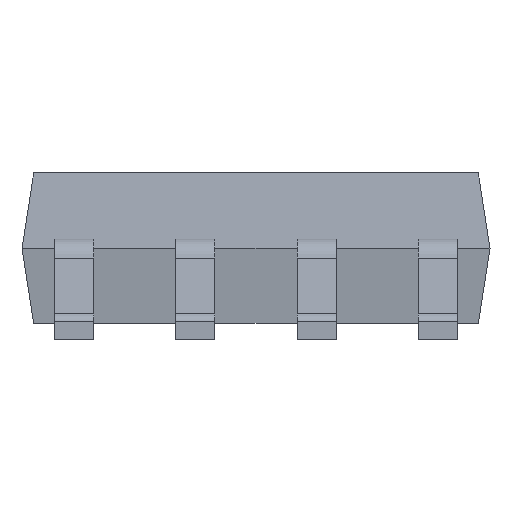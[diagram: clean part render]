
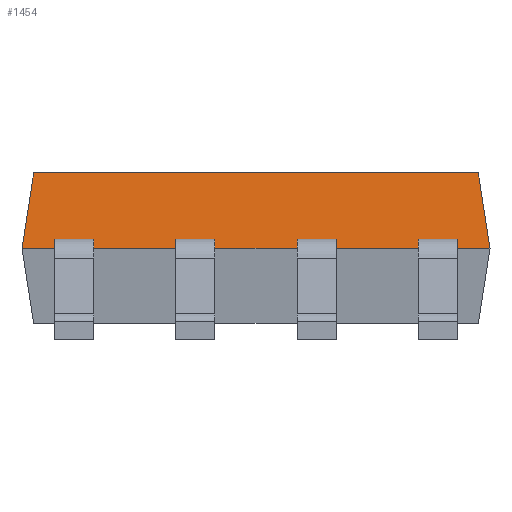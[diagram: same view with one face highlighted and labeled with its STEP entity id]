
A CAD part, left-side view. The second image highlights one B-rep face of the part: STEP entity #1454.
In plain terms, the highlighted free-form (B-spline) face has degree [1, 1] with [2, 2] control points.
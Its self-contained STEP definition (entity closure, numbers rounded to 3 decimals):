
#24 = VERTEX_POINT('',#25);
#25 = CARTESIAN_POINT('',(-1.85,-2.33,1.75));
#31 = EDGE_CURVE('',#24,#32,#34,.T.);
#32 = VERTEX_POINT('',#33);
#33 = CARTESIAN_POINT('',(-1.85,2.33,1.75));
#34 = LINE('',#35,#36);
#35 = CARTESIAN_POINT('',(-1.85,-2.33,1.75));
#36 = VECTOR('',#37,1.);
#37 = DIRECTION('',(0.,1.,0.));
#1259 = EDGE_CURVE('',#24,#1260,#1262,.T.);
#1260 = VERTEX_POINT('',#1261);
#1261 = CARTESIAN_POINT('',(-1.948,-2.453,0.963));
#1262 = B_SPLINE_CURVE_WITH_KNOTS('',1,(#1263,#1264),.UNSPECIFIED.,.F.,
  .F.,(2,2),(0.,1.),.PIECEWISE_BEZIER_KNOTS.);
#1263 = CARTESIAN_POINT('',(-1.85,-2.33,1.75));
#1264 = CARTESIAN_POINT('',(-1.948,-2.453,0.963));
#1454 = ADVANCED_FACE('',(#1455),#1620,.T.);
#1455 = FACE_BOUND('',#1456,.T.);
#1456 = EDGE_LOOP('',(#1457,#1458,#1459,#1466,#1474,#1486,#1493,#1505,
    #1513,#1523,#1530,#1540,#1548,#1558,#1565,#1575,#1583,#1595,#1602,
    #1614));
#1457 = ORIENTED_EDGE('',*,*,#1259,.F.);
#1458 = ORIENTED_EDGE('',*,*,#31,.T.);
#1459 = ORIENTED_EDGE('',*,*,#1460,.T.);
#1460 = EDGE_CURVE('',#32,#1461,#1463,.T.);
#1461 = VERTEX_POINT('',#1462);
#1462 = CARTESIAN_POINT('',(-1.948,2.453,0.963));
#1463 = B_SPLINE_CURVE_WITH_KNOTS('',1,(#1464,#1465),.UNSPECIFIED.,.F.,
  .F.,(2,2),(0.,1.),.PIECEWISE_BEZIER_KNOTS.);
#1464 = CARTESIAN_POINT('',(-1.85,2.33,1.75));
#1465 = CARTESIAN_POINT('',(-1.948,2.453,0.963));
#1466 = ORIENTED_EDGE('',*,*,#1467,.F.);
#1467 = EDGE_CURVE('',#1468,#1461,#1470,.T.);
#1468 = VERTEX_POINT('',#1469);
#1469 = CARTESIAN_POINT('',(-1.948,2.11,0.963));
#1470 = LINE('',#1471,#1472);
#1471 = CARTESIAN_POINT('',(-1.948,-2.453,0.963));
#1472 = VECTOR('',#1473,1.);
#1473 = DIRECTION('',(0.,1.,0.));
#1474 = ORIENTED_EDGE('',*,*,#1475,.F.);
#1475 = EDGE_CURVE('',#1476,#1468,#1478,.T.);
#1476 = VERTEX_POINT('',#1477);
#1477 = CARTESIAN_POINT('',(-1.936,2.11,1.058));
#1478 = B_SPLINE_CURVE_WITH_KNOTS('',6,(#1479,#1480,#1481,#1482,#1483,
    #1484,#1485),.UNSPECIFIED.,.F.,.F.,(7,7),(0.,1.),
  .PIECEWISE_BEZIER_KNOTS.);
#1479 = CARTESIAN_POINT('',(-1.936,2.11,1.058));
#1480 = CARTESIAN_POINT('',(-1.938,2.11,1.041));
#1481 = CARTESIAN_POINT('',(-1.939,2.11,1.028));
#1482 = CARTESIAN_POINT('',(-1.942,2.11,1.011));
#1483 = CARTESIAN_POINT('',(-1.944,2.11,0.989));
#1484 = CARTESIAN_POINT('',(-1.947,2.11,0.968));
#1485 = CARTESIAN_POINT('',(-1.948,2.11,0.963));
#1486 = ORIENTED_EDGE('',*,*,#1487,.T.);
#1487 = EDGE_CURVE('',#1476,#1488,#1490,.T.);
#1488 = VERTEX_POINT('',#1489);
#1489 = CARTESIAN_POINT('',(-1.936,1.7,1.058));
#1490 = B_SPLINE_CURVE_WITH_KNOTS('',1,(#1491,#1492),.UNSPECIFIED.,.F.,
  .F.,(2,2),(0.,1.),.PIECEWISE_BEZIER_KNOTS.);
#1491 = CARTESIAN_POINT('',(-1.936,2.11,1.058));
#1492 = CARTESIAN_POINT('',(-1.936,1.7,1.058));
#1493 = ORIENTED_EDGE('',*,*,#1494,.T.);
#1494 = EDGE_CURVE('',#1488,#1495,#1497,.T.);
#1495 = VERTEX_POINT('',#1496);
#1496 = CARTESIAN_POINT('',(-1.948,1.7,0.963));
#1497 = B_SPLINE_CURVE_WITH_KNOTS('',6,(#1498,#1499,#1500,#1501,#1502,
    #1503,#1504),.UNSPECIFIED.,.F.,.F.,(7,7),(0.,1.),
  .PIECEWISE_BEZIER_KNOTS.);
#1498 = CARTESIAN_POINT('',(-1.936,1.7,1.058));
#1499 = CARTESIAN_POINT('',(-1.938,1.7,1.039));
#1500 = CARTESIAN_POINT('',(-1.94,1.7,1.026));
#1501 = CARTESIAN_POINT('',(-1.942,1.7,1.009));
#1502 = CARTESIAN_POINT('',(-1.944,1.7,0.988));
#1503 = CARTESIAN_POINT('',(-1.947,1.7,0.967));
#1504 = CARTESIAN_POINT('',(-1.948,1.7,0.963));
#1505 = ORIENTED_EDGE('',*,*,#1506,.F.);
#1506 = EDGE_CURVE('',#1507,#1495,#1509,.T.);
#1507 = VERTEX_POINT('',#1508);
#1508 = CARTESIAN_POINT('',(-1.948,0.84,0.963));
#1509 = LINE('',#1510,#1511);
#1510 = CARTESIAN_POINT('',(-1.948,-2.453,0.963));
#1511 = VECTOR('',#1512,1.);
#1512 = DIRECTION('',(0.,1.,0.));
#1513 = ORIENTED_EDGE('',*,*,#1514,.F.);
#1514 = EDGE_CURVE('',#1515,#1507,#1517,.T.);
#1515 = VERTEX_POINT('',#1516);
#1516 = CARTESIAN_POINT('',(-1.936,0.84,1.058));
#1517 = B_SPLINE_CURVE_WITH_KNOTS('',4,(#1518,#1519,#1520,#1521,#1522),
  .UNSPECIFIED.,.F.,.F.,(5,5),(0.,1.),.PIECEWISE_BEZIER_KNOTS.);
#1518 = CARTESIAN_POINT('',(-1.936,0.84,1.058));
#1519 = CARTESIAN_POINT('',(-1.939,0.84,1.034));
#1520 = CARTESIAN_POINT('',(-1.942,0.84,1.01));
#1521 = CARTESIAN_POINT('',(-1.945,0.84,0.986));
#1522 = CARTESIAN_POINT('',(-1.948,0.84,0.963));
#1523 = ORIENTED_EDGE('',*,*,#1524,.T.);
#1524 = EDGE_CURVE('',#1515,#1525,#1527,.T.);
#1525 = VERTEX_POINT('',#1526);
#1526 = CARTESIAN_POINT('',(-1.936,0.43,1.058));
#1527 = B_SPLINE_CURVE_WITH_KNOTS('',1,(#1528,#1529),.UNSPECIFIED.,.F.,
  .F.,(2,2),(0.,1.),.PIECEWISE_BEZIER_KNOTS.);
#1528 = CARTESIAN_POINT('',(-1.936,0.84,1.058));
#1529 = CARTESIAN_POINT('',(-1.936,0.43,1.058));
#1530 = ORIENTED_EDGE('',*,*,#1531,.T.);
#1531 = EDGE_CURVE('',#1525,#1532,#1534,.T.);
#1532 = VERTEX_POINT('',#1533);
#1533 = CARTESIAN_POINT('',(-1.948,0.43,0.963));
#1534 = B_SPLINE_CURVE_WITH_KNOTS('',4,(#1535,#1536,#1537,#1538,#1539),
  .UNSPECIFIED.,.F.,.F.,(5,5),(0.,1.),.PIECEWISE_BEZIER_KNOTS.);
#1535 = CARTESIAN_POINT('',(-1.936,0.43,1.058));
#1536 = CARTESIAN_POINT('',(-1.939,0.43,1.034));
#1537 = CARTESIAN_POINT('',(-1.942,0.43,1.01));
#1538 = CARTESIAN_POINT('',(-1.945,0.43,0.986));
#1539 = CARTESIAN_POINT('',(-1.948,0.43,0.963));
#1540 = ORIENTED_EDGE('',*,*,#1541,.F.);
#1541 = EDGE_CURVE('',#1542,#1532,#1544,.T.);
#1542 = VERTEX_POINT('',#1543);
#1543 = CARTESIAN_POINT('',(-1.948,-0.43,0.963));
#1544 = LINE('',#1545,#1546);
#1545 = CARTESIAN_POINT('',(-1.948,-2.453,0.963));
#1546 = VECTOR('',#1547,1.);
#1547 = DIRECTION('',(0.,1.,0.));
#1548 = ORIENTED_EDGE('',*,*,#1549,.F.);
#1549 = EDGE_CURVE('',#1550,#1542,#1552,.T.);
#1550 = VERTEX_POINT('',#1551);
#1551 = CARTESIAN_POINT('',(-1.936,-0.43,1.058));
#1552 = B_SPLINE_CURVE_WITH_KNOTS('',4,(#1553,#1554,#1555,#1556,#1557),
  .UNSPECIFIED.,.F.,.F.,(5,5),(0.,1.),.PIECEWISE_BEZIER_KNOTS.);
#1553 = CARTESIAN_POINT('',(-1.936,-0.43,1.058));
#1554 = CARTESIAN_POINT('',(-1.939,-0.43,1.034));
#1555 = CARTESIAN_POINT('',(-1.942,-0.43,1.01));
#1556 = CARTESIAN_POINT('',(-1.945,-0.43,0.986));
#1557 = CARTESIAN_POINT('',(-1.948,-0.43,0.963));
#1558 = ORIENTED_EDGE('',*,*,#1559,.T.);
#1559 = EDGE_CURVE('',#1550,#1560,#1562,.T.);
#1560 = VERTEX_POINT('',#1561);
#1561 = CARTESIAN_POINT('',(-1.936,-0.84,1.058));
#1562 = B_SPLINE_CURVE_WITH_KNOTS('',1,(#1563,#1564),.UNSPECIFIED.,.F.,
  .F.,(2,2),(0.,1.),.PIECEWISE_BEZIER_KNOTS.);
#1563 = CARTESIAN_POINT('',(-1.936,-0.43,1.058));
#1564 = CARTESIAN_POINT('',(-1.936,-0.84,1.058));
#1565 = ORIENTED_EDGE('',*,*,#1566,.T.);
#1566 = EDGE_CURVE('',#1560,#1567,#1569,.T.);
#1567 = VERTEX_POINT('',#1568);
#1568 = CARTESIAN_POINT('',(-1.948,-0.84,0.963));
#1569 = B_SPLINE_CURVE_WITH_KNOTS('',4,(#1570,#1571,#1572,#1573,#1574),
  .UNSPECIFIED.,.F.,.F.,(5,5),(0.,1.),.PIECEWISE_BEZIER_KNOTS.);
#1570 = CARTESIAN_POINT('',(-1.936,-0.84,1.058));
#1571 = CARTESIAN_POINT('',(-1.939,-0.84,1.034));
#1572 = CARTESIAN_POINT('',(-1.942,-0.84,1.01));
#1573 = CARTESIAN_POINT('',(-1.945,-0.84,0.986));
#1574 = CARTESIAN_POINT('',(-1.948,-0.84,0.963));
#1575 = ORIENTED_EDGE('',*,*,#1576,.F.);
#1576 = EDGE_CURVE('',#1577,#1567,#1579,.T.);
#1577 = VERTEX_POINT('',#1578);
#1578 = CARTESIAN_POINT('',(-1.948,-1.7,0.963));
#1579 = LINE('',#1580,#1581);
#1580 = CARTESIAN_POINT('',(-1.948,-2.453,0.963));
#1581 = VECTOR('',#1582,1.);
#1582 = DIRECTION('',(0.,1.,0.));
#1583 = ORIENTED_EDGE('',*,*,#1584,.F.);
#1584 = EDGE_CURVE('',#1585,#1577,#1587,.T.);
#1585 = VERTEX_POINT('',#1586);
#1586 = CARTESIAN_POINT('',(-1.936,-1.7,1.058));
#1587 = B_SPLINE_CURVE_WITH_KNOTS('',6,(#1588,#1589,#1590,#1591,#1592,
    #1593,#1594),.UNSPECIFIED.,.F.,.F.,(7,7),(0.,1.),
  .PIECEWISE_BEZIER_KNOTS.);
#1588 = CARTESIAN_POINT('',(-1.936,-1.7,1.058));
#1589 = CARTESIAN_POINT('',(-1.938,-1.7,1.039));
#1590 = CARTESIAN_POINT('',(-1.94,-1.7,1.026));
#1591 = CARTESIAN_POINT('',(-1.942,-1.7,1.009));
#1592 = CARTESIAN_POINT('',(-1.944,-1.7,0.988));
#1593 = CARTESIAN_POINT('',(-1.947,-1.7,0.967));
#1594 = CARTESIAN_POINT('',(-1.948,-1.7,0.963));
#1595 = ORIENTED_EDGE('',*,*,#1596,.T.);
#1596 = EDGE_CURVE('',#1585,#1597,#1599,.T.);
#1597 = VERTEX_POINT('',#1598);
#1598 = CARTESIAN_POINT('',(-1.936,-2.11,1.058));
#1599 = B_SPLINE_CURVE_WITH_KNOTS('',1,(#1600,#1601),.UNSPECIFIED.,.F.,
  .F.,(2,2),(0.,1.),.PIECEWISE_BEZIER_KNOTS.);
#1600 = CARTESIAN_POINT('',(-1.936,-1.7,1.058));
#1601 = CARTESIAN_POINT('',(-1.936,-2.11,1.058));
#1602 = ORIENTED_EDGE('',*,*,#1603,.T.);
#1603 = EDGE_CURVE('',#1597,#1604,#1606,.T.);
#1604 = VERTEX_POINT('',#1605);
#1605 = CARTESIAN_POINT('',(-1.948,-2.11,0.963));
#1606 = B_SPLINE_CURVE_WITH_KNOTS('',6,(#1607,#1608,#1609,#1610,#1611,
    #1612,#1613),.UNSPECIFIED.,.F.,.F.,(7,7),(0.,1.),
  .PIECEWISE_BEZIER_KNOTS.);
#1607 = CARTESIAN_POINT('',(-1.936,-2.11,1.058));
#1608 = CARTESIAN_POINT('',(-1.938,-2.11,1.041));
#1609 = CARTESIAN_POINT('',(-1.939,-2.11,1.028));
#1610 = CARTESIAN_POINT('',(-1.942,-2.11,1.011));
#1611 = CARTESIAN_POINT('',(-1.944,-2.11,0.989));
#1612 = CARTESIAN_POINT('',(-1.947,-2.11,0.968));
#1613 = CARTESIAN_POINT('',(-1.948,-2.11,0.963));
#1614 = ORIENTED_EDGE('',*,*,#1615,.F.);
#1615 = EDGE_CURVE('',#1260,#1604,#1616,.T.);
#1616 = LINE('',#1617,#1618);
#1617 = CARTESIAN_POINT('',(-1.948,-2.453,0.963));
#1618 = VECTOR('',#1619,1.);
#1619 = DIRECTION('',(0.,1.,0.));
#1620 = B_SPLINE_SURFACE_WITH_KNOTS('',1,1,(
    (#1621,#1622)
    ,(#1623,#1624
    )),.UNSPECIFIED.,.F.,.F.,.F.,(2,2),(2,2),(0.,4.905),(0.,1.),
  .PIECEWISE_BEZIER_KNOTS.);
#1621 = CARTESIAN_POINT('',(-1.85,-2.33,1.75));
#1622 = CARTESIAN_POINT('',(-1.948,-2.453,0.963));
#1623 = CARTESIAN_POINT('',(-1.85,2.33,1.75));
#1624 = CARTESIAN_POINT('',(-1.948,2.453,0.963));
